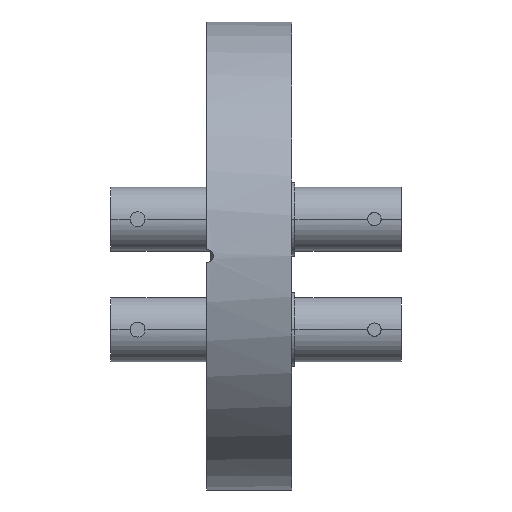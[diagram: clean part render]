
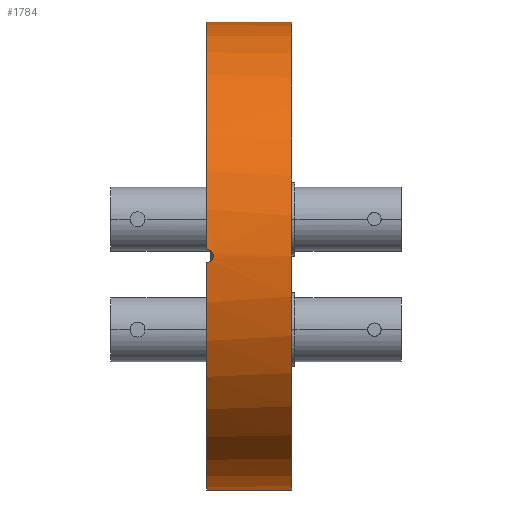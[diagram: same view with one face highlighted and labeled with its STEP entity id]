
A CAD part, left-side view. The second image highlights one B-rep face of the part: STEP entity #1784.
In plain terms, the highlighted cylindrical face has radius 34.95 mm (diameter 69.9 mm), a partial arc.
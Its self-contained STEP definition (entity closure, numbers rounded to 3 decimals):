
#240 = LINE ( 'NONE', #2211, #3840 ) ;
#248 = CARTESIAN_POINT ( 'NONE',  ( 0., 0., 0. ) ) ;
#271 = CARTESIAN_POINT ( 'NONE',  ( -34.939, -0.521, -0.893 ) ) ;
#366 = CARTESIAN_POINT ( 'NONE',  ( 0., 0., 34.95 ) ) ;
#567 = CARTESIAN_POINT ( 'NONE',  ( -34.941, -0.615, 0.799 ) ) ;
#606 = CARTESIAN_POINT ( 'NONE',  ( -34.936, 0., 1. ) ) ;
#718 = CARTESIAN_POINT ( 'NONE',  ( 0., -12.7, 34.95 ) ) ;
#860 = EDGE_CURVE ( 'NONE', #2111, #4315, #3321, .T. ) ;
#898 = CARTESIAN_POINT ( 'NONE',  ( -34.949, -0.974, 0.263 ) ) ;
#924 = CARTESIAN_POINT ( 'NONE',  ( -34.936, 0., -1. ) ) ;
#941 = CARTESIAN_POINT ( 'NONE',  ( -34.947, -0.874, -0.503 ) ) ;
#985 = FACE_OUTER_BOUND ( 'NONE', #3994, .T. ) ;
#1096 = VERTEX_POINT ( 'NONE', #3888 ) ;
#1135 = EDGE_CURVE ( 'NONE', #2789, #1096, #4267, .T. ) ;
#1220 = VECTOR ( 'NONE', #2777, 1000. ) ;
#1239 = CARTESIAN_POINT ( 'NONE',  ( -34.936, -0.132, 1. ) ) ;
#1250 = DIRECTION ( 'NONE',  ( 0., 0., 1. ) ) ;
#1258 = AXIS2_PLACEMENT_3D ( 'NONE', #3201, #3248, #1818 ) ;
#1322 = DIRECTION ( 'NONE',  ( 0., 1., 0. ) ) ;
#1523 = EDGE_CURVE ( 'NONE', #3530, #1096, #3774, .T. ) ;
#1579 = EDGE_CURVE ( 'NONE', #4315, #1660, #4391, .T. ) ;
#1635 = CARTESIAN_POINT ( 'NONE',  ( -34.949, -0.974, -0.261 ) ) ;
#1660 = VERTEX_POINT ( 'NONE', #366 ) ;
#1705 = DIRECTION ( 'NONE',  ( 0., 1., 0. ) ) ;
#1740 = DIRECTION ( 'NONE',  ( 0., 0., 1. ) ) ;
#1784 = ADVANCED_FACE ( 'NONE', ( #985 ), #2203, .T. ) ;
#1818 = DIRECTION ( 'NONE',  ( 0., 0., 1. ) ) ;
#1910 = CARTESIAN_POINT ( 'NONE',  ( 0., -12.7, 34.95 ) ) ;
#1922 = CARTESIAN_POINT ( 'NONE',  ( 0., 0., 0. ) ) ;
#1940 = CARTESIAN_POINT ( 'NONE',  ( -34.939, -0.504, 0.874 ) ) ;
#1954 = CARTESIAN_POINT ( 'NONE',  ( -34.936, -0.262, 0.974 ) ) ;
#1955 = CIRCLE ( 'NONE', #3026, 34.95 ) ;
#2111 = VERTEX_POINT ( 'NONE', #3843 ) ;
#2181 = DIRECTION ( 'NONE',  ( 0., 1., 0. ) ) ;
#2203 = CYLINDRICAL_SURFACE ( 'NONE', #1258, 34.95 ) ;
#2211 = CARTESIAN_POINT ( 'NONE',  ( 0., -12.7, -34.95 ) ) ;
#2230 = AXIS2_PLACEMENT_3D ( 'NONE', #248, #1322, #3740 ) ;
#2489 = ORIENTED_EDGE ( 'NONE', *, *, #1135, .T. ) ;
#2688 = CARTESIAN_POINT ( 'NONE',  ( -34.945, -0.801, -0.613 ) ) ;
#2715 = ORIENTED_EDGE ( 'NONE', *, *, #1523, .F. ) ;
#2777 = DIRECTION ( 'NONE',  ( 0., 1., 0. ) ) ;
#2789 = VERTEX_POINT ( 'NONE', #606 ) ;
#2828 = CARTESIAN_POINT ( 'NONE',  ( 0., 0., -34.95 ) ) ;
#3006 = CARTESIAN_POINT ( 'NONE',  ( -34.947, -0.874, 0.503 ) ) ;
#3026 = AXIS2_PLACEMENT_3D ( 'NONE', #1922, #4419, #1250 ) ;
#3053 = CARTESIAN_POINT ( 'NONE',  ( 0., -12.7, 0. ) ) ;
#3201 = CARTESIAN_POINT ( 'NONE',  ( 0., -12.7, 0. ) ) ;
#3248 = DIRECTION ( 'NONE',  ( 0., 1., 0. ) ) ;
#3321 = CIRCLE ( 'NONE', #3643, 34.95 ) ;
#3376 = CARTESIAN_POINT ( 'NONE',  ( -34.95, -1., -0.13 ) ) ;
#3530 = VERTEX_POINT ( 'NONE', #2828 ) ;
#3624 = EDGE_CURVE ( 'NONE', #2111, #3530, #240, .T. ) ;
#3643 = AXIS2_PLACEMENT_3D ( 'NONE', #3053, #1705, #1740 ) ;
#3718 = CARTESIAN_POINT ( 'NONE',  ( -34.95, -1., 0.131 ) ) ;
#3740 = DIRECTION ( 'NONE',  ( 0., 0., 1. ) ) ;
#3765 = ORIENTED_EDGE ( 'NONE', *, *, #1579, .T. ) ;
#3774 = CIRCLE ( 'NONE', #2230, 34.95 ) ;
#3776 = ORIENTED_EDGE ( 'NONE', *, *, #4340, .F. ) ;
#3840 = VECTOR ( 'NONE', #2181, 1000. ) ;
#3843 = CARTESIAN_POINT ( 'NONE',  ( 0., -12.7, -34.95 ) ) ;
#3888 = CARTESIAN_POINT ( 'NONE',  ( -34.936, 0., -1. ) ) ;
#3994 = EDGE_LOOP ( 'NONE', ( #4017, #4501, #3765, #3776, #2489, #2715 ) ) ;
#4017 = ORIENTED_EDGE ( 'NONE', *, *, #3624, .F. ) ;
#4040 = CARTESIAN_POINT ( 'NONE',  ( -34.936, 0., 1. ) ) ;
#4267 = B_SPLINE_CURVE_WITH_KNOTS ( 'NONE', 3,
 ( #4040, #1239, #1954, #1940, #567, #4380, #3006, #898, #3718, #3376, #1635, #941, #2688, #271, #4477, #924 ),
 .UNSPECIFIED., .F., .F.,
 ( 4, 2, 2, 2, 2, 2, 2, 4 ),
 ( 0., 0., 0.001, 0.001, 0.002, 0.002, 0.002, 0.003 ),
 .UNSPECIFIED. ) ;
#4315 = VERTEX_POINT ( 'NONE', #1910 ) ;
#4340 = EDGE_CURVE ( 'NONE', #2789, #1660, #1955, .T. ) ;
#4380 = CARTESIAN_POINT ( 'NONE',  ( -34.945, -0.799, 0.615 ) ) ;
#4391 = LINE ( 'NONE', #718, #1220 ) ;
#4419 = DIRECTION ( 'NONE',  ( 0., 1., 0. ) ) ;
#4477 = CARTESIAN_POINT ( 'NONE',  ( -34.936, -0.264, -1. ) ) ;
#4501 = ORIENTED_EDGE ( 'NONE', *, *, #860, .T. ) ;
